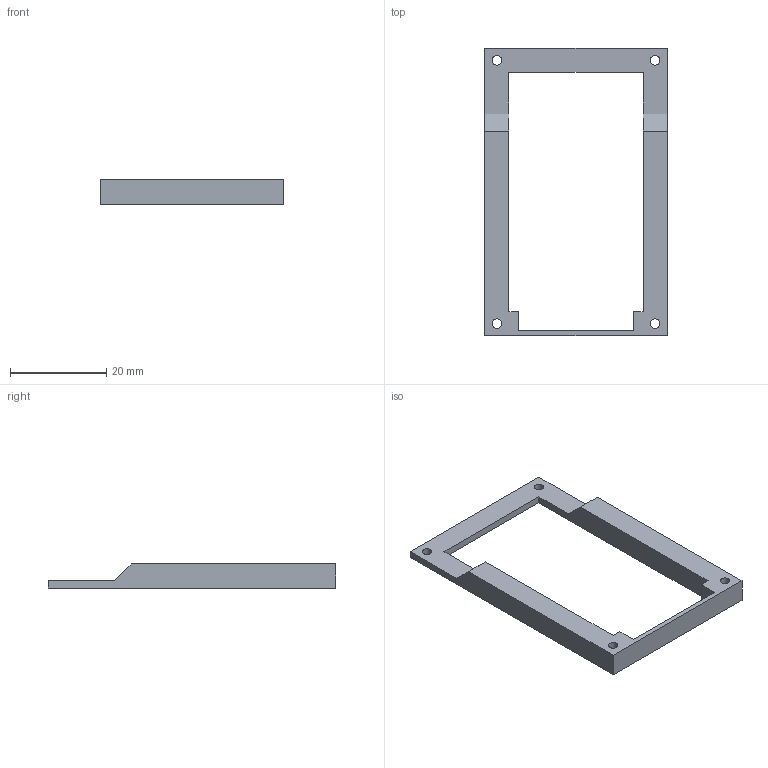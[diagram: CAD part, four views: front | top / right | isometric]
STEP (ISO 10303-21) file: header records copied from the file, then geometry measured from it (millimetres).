
FILE_DESCRIPTION(('FreeCAD Model'),'2;1');
FILE_NAME('top_plate_spacer.step','2020-10-18T13:54:50',('Author'),(''), 'Open CASCADE STEP processor 7.4','FreeCAD','Unknown');
FILE_SCHEMA(('AUTOMOTIVE_DESIGN { 1 0 10303 214 1 1 1 1 }'));
Length unit declared in the file: millimetre
Products named in the file (1): top_plate_spacer_w_pin_gap
Bounding box: 37.94 x 59.78 x 5 mm (x, y, z)
Volume: 2836.5 mm3; surface area: 3016.5 mm2
Topology: 1 solids, 1 shells, 21 faces, 60 edges, 40 vertices
Faces by surface type: plane 17, cylinder 4
Full cylindrical faces by diameter (mm): 2 x4
Entity records: 1517 total; most frequent: CARTESIAN_POINT 300, DIRECTION 214, LINE 154, VECTOR 154, ORIENTED_EDGE 120, PCURVE 120, DEFINITIONAL_REPRESENTATION 120, EDGE_CURVE 60
